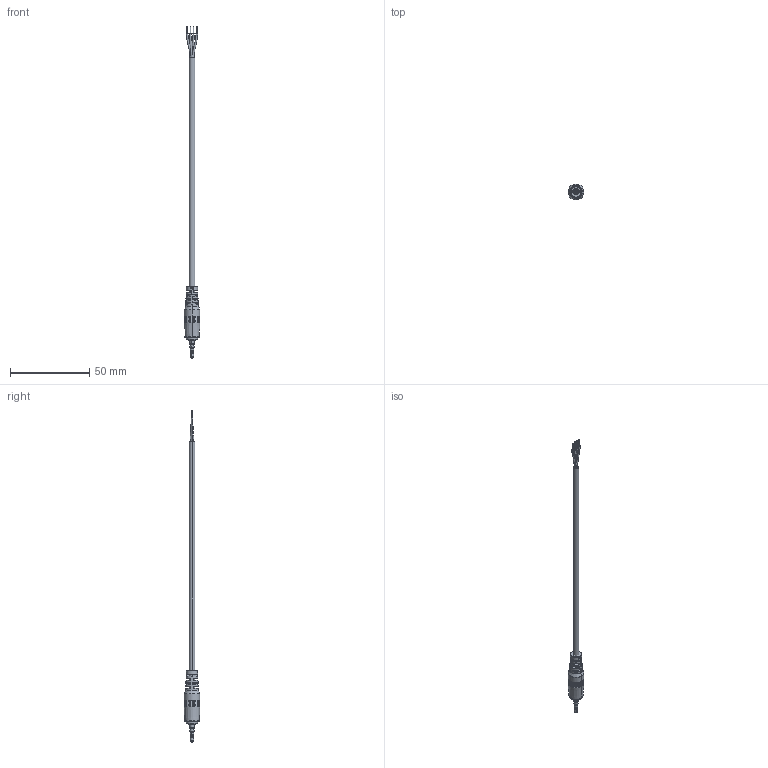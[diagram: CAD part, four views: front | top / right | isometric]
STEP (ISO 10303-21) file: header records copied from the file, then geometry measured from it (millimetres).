
FILE_DESCRIPTION (( 'STEP AP203' ), '1' );
FILE_NAME ('053-0111R (CA-254S)_revA4.STEP', '2017-02-13T17:46:25', ( '' ), ( '' ), 'SwSTEP 2.0', 'SolidWorks 2015', '' );
FILE_SCHEMA (( 'CONFIG_CONTROL_DESIGN' ));
Length unit declared in the file: millimetre
Products named in the file (11): 50-00007 shaft end; 50-00007 shaft; 50-00007 plug; 50-00007 insulator; 053-0111R (CA-254S)_revA4; 24-00075; 50-00007; 50-00007 contact 2; 50-00007 contact; 30-00413_no shield wire; 50-00007 contact 3
Assembly tree (10 placements, depth 3):
  053-0111R (CA-254S)_revA4
    30-00413_no shield wire
    24-00075
    50-00007
      50-00007 contact 2
      50-00007 contact 3
      50-00007 contact
      50-00007 insulator
      50-00007 plug
      50-00007 shaft end
      50-00007 shaft
Bounding box: 10 x 10 x 208.9 mm (x, y, z)
Volume: 3281 mm3; surface area: 15478.9 mm2
Topology: 82 solids, 82 shells, 869 faces, 1865 edges, 1184 vertices
Faces by surface type: cylinder 331, plane 307, bspline 91, cone 72, torus 68
Entity records: 28079 total; most frequent: CARTESIAN_POINT 8071, DIRECTION 4049, ORIENTED_EDGE 3726, EDGE_CURVE 1863, AXIS2_PLACEMENT_3D 1709, VERTEX_POINT 1184, EDGE_LOOP 977, CIRCLE 917
